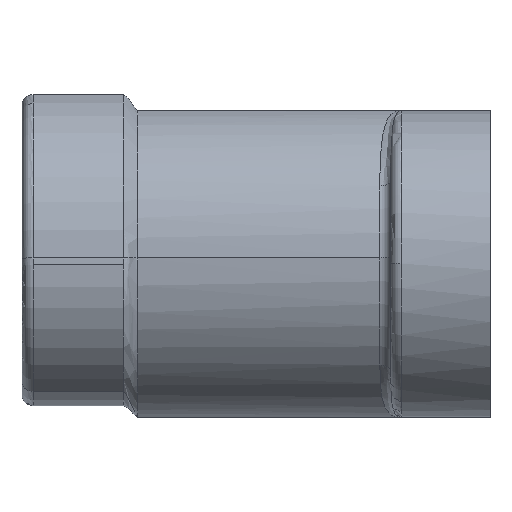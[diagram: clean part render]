
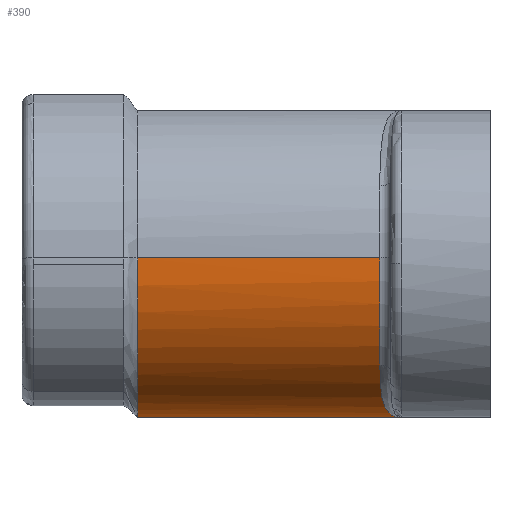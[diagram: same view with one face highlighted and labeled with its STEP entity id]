
A CAD part, top view. The second image highlights one B-rep face of the part: STEP entity #390.
In plain terms, the highlighted cylindrical face has radius 14.715 mm (diameter 29.429 mm), a partial arc.
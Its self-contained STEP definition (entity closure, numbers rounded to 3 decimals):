
#68 = CARTESIAN_POINT ( 'NONE',  ( -52., -2.876, 13.913 ) ) ;
#141 = CARTESIAN_POINT ( 'NONE',  ( -29.73, -12.528, 6.345 ) ) ;
#165 = CARTESIAN_POINT ( 'NONE',  ( -29.988, -10.414, 9.396 ) ) ;
#191 = CARTESIAN_POINT ( 'NONE',  ( -28.322, -13.938, 2.331 ) ) ;
#390 = ADVANCED_FACE ( 'NONE', ( #2398 ), #4244, .T. ) ;
#417 = CARTESIAN_POINT ( 'NONE',  ( -52., 0.5, 14.206 ) ) ;
#435 = VERTEX_POINT ( 'NONE', #714 ) ;
#448 = CARTESIAN_POINT ( 'NONE',  ( -28.834, -13.799, 2.97 ) ) ;
#538 = CARTESIAN_POINT ( 'NONE',  ( -29.155, -13.6, 3.716 ) ) ;
#574 = LINE ( 'NONE', #1982, #1331 ) ;
#619 = DIRECTION ( 'NONE',  ( 0., 0., 1. ) ) ;
#681 = DIRECTION ( 'NONE',  ( 1., 0., 0. ) ) ;
#693 = VERTEX_POINT ( 'NONE', #1185 ) ;
#714 = CARTESIAN_POINT ( 'NONE',  ( -52., -13.938, 2.331 ) ) ;
#725 = VECTOR ( 'NONE', #681, 1000. ) ;
#755 = CARTESIAN_POINT ( 'NONE',  ( -52., -7.543, 11.929 ) ) ;
#802 = CARTESIAN_POINT ( 'NONE',  ( -52., -13.938, 2.331 ) ) ;
#892 = EDGE_CURVE ( 'NONE', #2984, #435, #3784, .T. ) ;
#1014 = EDGE_CURVE ( 'NONE', #2625, #2856, #3674, .T. ) ;
#1185 = CARTESIAN_POINT ( 'NONE',  ( -30., 0.5, 14.206 ) ) ;
#1242 = CARTESIAN_POINT ( 'NONE',  ( -30., -9.215, 10.543 ) ) ;
#1331 = VECTOR ( 'NONE', #1608, 1000. ) ;
#1338 = DIRECTION ( 'NONE',  ( 1., 0., 0. ) ) ;
#1399 = CARTESIAN_POINT ( 'NONE',  ( -28.322, -13.938, 2.331 ) ) ;
#1501 = CARTESIAN_POINT ( 'NONE',  ( -52., -10.151, 9.784 ) ) ;
#1572 = CARTESIAN_POINT ( 'NONE',  ( -29.865, -11.924, 7.419 ) ) ;
#1608 = DIRECTION ( 'NONE',  ( 1., 0., 0. ) ) ;
#1725 = CARTESIAN_POINT ( 'NONE',  ( -30., 0.5, -0.508 ) ) ;
#1899 = CARTESIAN_POINT ( 'NONE',  ( -29.466, -13.205, 4.863 ) ) ;
#1941 = CARTESIAN_POINT ( 'NONE',  ( -29.92, -11.454, 8.112 ) ) ;
#1968 = CARTESIAN_POINT ( 'NONE',  ( -29.27, -13.48, 4.1 ) ) ;
#1982 = CARTESIAN_POINT ( 'NONE',  ( -52., -13.938, 2.331 ) ) ;
#2040 = LINE ( 'NONE', #4154, #725 ) ;
#2088 = CARTESIAN_POINT ( 'NONE',  ( -52., 0.5, -0.508 ) ) ;
#2129 = CARTESIAN_POINT ( 'NONE',  ( -52., -1.188, 14.206 ) ) ;
#2222 = CARTESIAN_POINT ( 'NONE',  ( -52., -13.612, 3.988 ) ) ;
#2316 = CARTESIAN_POINT ( 'NONE',  ( -29.544, -13.052, 5.239 ) ) ;
#2357 = EDGE_CURVE ( 'NONE', #2984, #693, #2040, .T. ) ;
#2398 = FACE_OUTER_BOUND ( 'NONE', #2972, .T. ) ;
#2520 = CARTESIAN_POINT ( 'NONE',  ( -52., -12.999, 5.587 ) ) ;
#2596 = CARTESIAN_POINT ( 'NONE',  ( -28.615, -13.878, 2.624 ) ) ;
#2600 = ORIENTED_EDGE ( 'NONE', *, *, #3571, .F. ) ;
#2625 = VERTEX_POINT ( 'NONE', #3421 ) ;
#2653 = ORIENTED_EDGE ( 'NONE', *, *, #3792, .T. ) ;
#2762 = DIRECTION ( 'NONE',  ( 0., 0., 1. ) ) ;
#2856 = VERTEX_POINT ( 'NONE', #1399 ) ;
#2887 = ORIENTED_EDGE ( 'NONE', *, *, #1014, .F. ) ;
#2922 = AXIS2_PLACEMENT_3D ( 'NONE', #1725, #3536, #619 ) ;
#2972 = EDGE_LOOP ( 'NONE', ( #2600, #3381, #3882, #2653, #2887 ) ) ;
#2984 = VERTEX_POINT ( 'NONE', #417 ) ;
#2997 = CARTESIAN_POINT ( 'NONE',  ( -29.676, -12.713, 5.98 ) ) ;
#3134 = AXIS2_PLACEMENT_3D ( 'NONE', #2088, #1338, #2762 ) ;
#3233 = CARTESIAN_POINT ( 'NONE',  ( -52., -11.268, 8.485 ) ) ;
#3376 = CIRCLE ( 'NONE', #2922, 14.715 ) ;
#3381 = ORIENTED_EDGE ( 'NONE', *, *, #2357, .F. ) ;
#3399 = CARTESIAN_POINT ( 'NONE',  ( -28.408, -13.926, 2.391 ) ) ;
#3421 = CARTESIAN_POINT ( 'NONE',  ( -30., -9.215, 10.543 ) ) ;
#3536 = DIRECTION ( 'NONE',  ( 1., 0., 0. ) ) ;
#3571 = EDGE_CURVE ( 'NONE', #693, #2625, #3376, .T. ) ;
#3674 = B_SPLINE_CURVE_WITH_KNOTS ( 'NONE', 3,
 ( #1242, #4123, #165, #1941, #1572, #141, #2997, #2316, #1899, #1968, #538, #4435, #448, #3681, #2596, #4031, #3399, #191 ),
 .UNSPECIFIED., .F., .F.,
 ( 4, 2, 2, 2, 2, 2, 2, 2, 4 ),
 ( 0., 0.002, 0.005, 0.006, 0.007, 0.009, 0.009, 0.01, 0.01 ),
 .UNSPECIFIED. ) ;
#3681 = CARTESIAN_POINT ( 'NONE',  ( -28.674, -13.859, 2.709 ) ) ;
#3784 = B_SPLINE_CURVE_WITH_KNOTS ( 'NONE', 3,
 ( #3935, #2129, #68, #4311, #755, #1501, #3233, #2520, #2222, #802 ),
 .UNSPECIFIED., .F., .F.,
 ( 4, 2, 2, 2, 4 ),
 ( 0., 0.25, 0.5, 0.75, 1. ),
 .UNSPECIFIED. ) ;
#3792 = EDGE_CURVE ( 'NONE', #435, #2856, #574, .T. ) ;
#3882 = ORIENTED_EDGE ( 'NONE', *, *, #892, .T. ) ;
#3935 = CARTESIAN_POINT ( 'NONE',  ( -52., 0.5, 14.206 ) ) ;
#4031 = CARTESIAN_POINT ( 'NONE',  ( -28.482, -13.911, 2.465 ) ) ;
#4123 = CARTESIAN_POINT ( 'NONE',  ( -30., -9.841, 9.993 ) ) ;
#4154 = CARTESIAN_POINT ( 'NONE',  ( -52., 0.5, 14.206 ) ) ;
#4244 = CYLINDRICAL_SURFACE ( 'NONE', #3134, 14.715 ) ;
#4311 = CARTESIAN_POINT ( 'NONE',  ( -52., -6.054, 12.774 ) ) ;
#4435 = CARTESIAN_POINT ( 'NONE',  ( -28.922, -13.752, 3.156 ) ) ;
